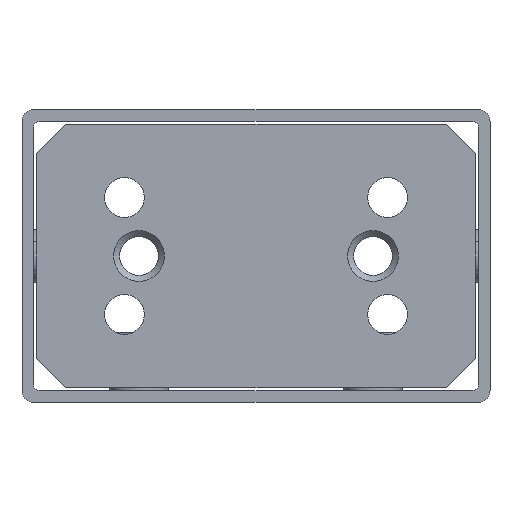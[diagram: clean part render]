
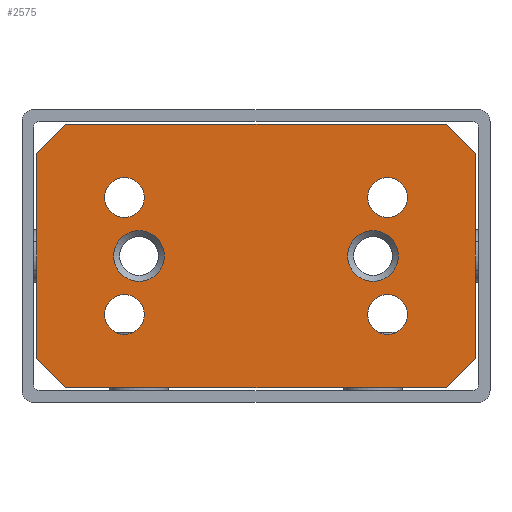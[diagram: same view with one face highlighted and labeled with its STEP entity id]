
A CAD part, front view. The second image highlights one B-rep face of the part: STEP entity #2575.
In plain terms, the highlighted planar face has unit normal (0, -1, 0).
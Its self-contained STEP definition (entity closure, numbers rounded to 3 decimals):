
#170=LINE('',#3805,#262);
#172=LINE('',#3809,#264);
#176=LINE('',#3818,#268);
#180=LINE('',#3827,#272);
#188=LINE('',#3865,#280);
#189=LINE('',#3866,#281);
#190=LINE('',#3867,#282);
#191=LINE('',#3868,#283);
#262=VECTOR('',#3301,1000.);
#264=VECTOR('',#3305,1000.);
#268=VECTOR('',#3311,1000.);
#272=VECTOR('',#3317,1000.);
#280=VECTOR('',#3353,1000.);
#281=VECTOR('',#3354,1000.);
#282=VECTOR('',#3355,1000.);
#283=VECTOR('',#3356,1000.);
#658=ORIENTED_EDGE('',*,*,#906,.T.);
#659=ORIENTED_EDGE('',*,*,#907,.T.);
#660=ORIENTED_EDGE('',*,*,#908,.F.);
#661=ORIENTED_EDGE('',*,*,#909,.F.);
#662=ORIENTED_EDGE('',*,*,#910,.F.);
#663=ORIENTED_EDGE('',*,*,#911,.F.);
#664=ORIENTED_EDGE('',*,*,#882,.T.);
#665=ORIENTED_EDGE('',*,*,#912,.T.);
#666=ORIENTED_EDGE('',*,*,#884,.T.);
#667=ORIENTED_EDGE('',*,*,#913,.T.);
#668=ORIENTED_EDGE('',*,*,#888,.T.);
#669=ORIENTED_EDGE('',*,*,#914,.T.);
#670=ORIENTED_EDGE('',*,*,#892,.T.);
#671=ORIENTED_EDGE('',*,*,#915,.T.);
#882=EDGE_CURVE('',#1059,#1058,#170,.T.);
#884=EDGE_CURVE('',#1060,#1061,#172,.T.);
#888=EDGE_CURVE('',#1064,#1065,#176,.T.);
#892=EDGE_CURVE('',#1068,#1069,#180,.T.);
#906=EDGE_CURVE('',#1078,#1078,#1198,.F.);
#907=EDGE_CURVE('',#1079,#1079,#1199,.F.);
#908=EDGE_CURVE('',#1080,#1080,#1200,.T.);
#909=EDGE_CURVE('',#1081,#1081,#1201,.T.);
#910=EDGE_CURVE('',#1082,#1082,#1202,.T.);
#911=EDGE_CURVE('',#1083,#1083,#1203,.T.);
#912=EDGE_CURVE('',#1058,#1060,#188,.F.);
#913=EDGE_CURVE('',#1061,#1064,#189,.F.);
#914=EDGE_CURVE('',#1065,#1068,#190,.F.);
#915=EDGE_CURVE('',#1069,#1059,#191,.F.);
#1058=VERTEX_POINT('',#3804);
#1059=VERTEX_POINT('',#3806);
#1060=VERTEX_POINT('',#3810);
#1061=VERTEX_POINT('',#3811);
#1064=VERTEX_POINT('',#3819);
#1065=VERTEX_POINT('',#3820);
#1068=VERTEX_POINT('',#3828);
#1069=VERTEX_POINT('',#3829);
#1078=VERTEX_POINT('',#3854);
#1079=VERTEX_POINT('',#3856);
#1080=VERTEX_POINT('',#3858);
#1081=VERTEX_POINT('',#3860);
#1082=VERTEX_POINT('',#3862);
#1083=VERTEX_POINT('',#3864);
#1198=CIRCLE('',#2810,4.324);
#1199=CIRCLE('',#2811,4.324);
#1200=CIRCLE('',#2812,3.4);
#1201=CIRCLE('',#2813,3.4);
#1202=CIRCLE('',#2814,3.4);
#1203=CIRCLE('',#2815,3.4);
#1403=EDGE_LOOP('',(#658));
#1404=EDGE_LOOP('',(#659));
#1405=EDGE_LOOP('',(#660));
#1406=EDGE_LOOP('',(#661));
#1407=EDGE_LOOP('',(#662));
#1408=EDGE_LOOP('',(#663));
#1409=EDGE_LOOP('',(#664,#665,#666,#667,#668,#669,#670,#671));
#1629=FACE_BOUND('',#1403,.T.);
#1630=FACE_BOUND('',#1404,.T.);
#1631=FACE_BOUND('',#1405,.T.);
#1632=FACE_BOUND('',#1406,.T.);
#1633=FACE_BOUND('',#1407,.T.);
#1634=FACE_BOUND('',#1408,.T.);
#1635=FACE_BOUND('',#1409,.T.);
#1703=PLANE('',#2809);
#2575=ADVANCED_FACE('',(#1629,#1630,#1631,#1632,#1633,#1634,#1635),#1703,
 .T.);
#2809=AXIS2_PLACEMENT_3D('',#3852,#3339,#3340);
#2810=AXIS2_PLACEMENT_3D('',#3853,#3341,#3342);
#2811=AXIS2_PLACEMENT_3D('',#3855,#3343,#3344);
#2812=AXIS2_PLACEMENT_3D('',#3857,#3345,#3346);
#2813=AXIS2_PLACEMENT_3D('',#3859,#3347,#3348);
#2814=AXIS2_PLACEMENT_3D('',#3861,#3349,#3350);
#2815=AXIS2_PLACEMENT_3D('',#3863,#3351,#3352);
#3301=DIRECTION('',(0.,0.,-1.));
#3305=DIRECTION('',(1.,0.,0.));
#3311=DIRECTION('',(0.,0.,1.));
#3317=DIRECTION('',(-1.,0.,0.));
#3339=DIRECTION('',(0.,-1.,0.));
#3340=DIRECTION('',(0.,0.,-1.));
#3341=DIRECTION('',(0.,-1.,0.));
#3342=DIRECTION('',(0.,0.,-1.));
#3343=DIRECTION('',(0.,-1.,0.));
#3344=DIRECTION('',(0.,0.,-1.));
#3345=DIRECTION('',(0.,-1.,0.));
#3346=DIRECTION('',(1.,0.,0.));
#3347=DIRECTION('',(0.,-1.,0.));
#3348=DIRECTION('',(1.,0.,0.));
#3349=DIRECTION('',(0.,-1.,0.));
#3350=DIRECTION('',(1.,0.,0.));
#3351=DIRECTION('',(0.,-1.,0.));
#3352=DIRECTION('',(1.,0.,0.));
#3353=DIRECTION('',(-0.707,0.,0.707));
#3354=DIRECTION('',(-0.707,0.,-0.707));
#3355=DIRECTION('',(0.707,0.,-0.707));
#3356=DIRECTION('',(0.707,0.,0.707));
#3804=CARTESIAN_POINT('',(-22.5,0.,-32.5));
#3805=CARTESIAN_POINT('',(-22.5,0.,37.5));
#3806=CARTESIAN_POINT('',(-22.5,0.,32.5));
#3809=CARTESIAN_POINT('',(-22.5,0.,-37.5));
#3810=CARTESIAN_POINT('',(-17.5,0.,-37.5));
#3811=CARTESIAN_POINT('',(17.5,0.,-37.5));
#3818=CARTESIAN_POINT('',(22.5,0.,-37.5));
#3819=CARTESIAN_POINT('',(22.5,0.,-32.5));
#3820=CARTESIAN_POINT('',(22.5,0.,32.5));
#3827=CARTESIAN_POINT('',(22.5,0.,37.5));
#3828=CARTESIAN_POINT('',(17.5,0.,37.5));
#3829=CARTESIAN_POINT('',(-17.5,0.,37.5));
#3852=CARTESIAN_POINT('',(-22.5,0.,-37.5));
#3853=CARTESIAN_POINT('',(0.,0.,-20.));
#3854=CARTESIAN_POINT('',(0.,0.,-24.324));
#3855=CARTESIAN_POINT('',(0.,0.,20.));
#3856=CARTESIAN_POINT('',(0.,0.,15.677));
#3857=CARTESIAN_POINT('',(-10.,0.,22.5));
#3858=CARTESIAN_POINT('',(-6.6,0.,22.5));
#3859=CARTESIAN_POINT('',(-10.,0.,-22.5));
#3860=CARTESIAN_POINT('',(-6.6,0.,-22.5));
#3861=CARTESIAN_POINT('',(10.,0.,-22.5));
#3862=CARTESIAN_POINT('',(13.4,0.,-22.5));
#3863=CARTESIAN_POINT('',(10.,0.,22.5));
#3864=CARTESIAN_POINT('',(13.4,0.,22.5));
#3865=CARTESIAN_POINT('',(-20.,0.,-35.));
#3866=CARTESIAN_POINT('',(-2.5,0.,-57.5));
#3867=CARTESIAN_POINT('',(35.,0.,20.));
#3868=CARTESIAN_POINT('',(-57.5,0.,-2.5));
